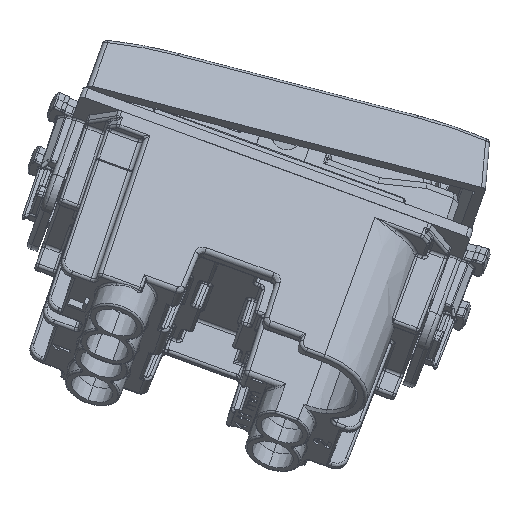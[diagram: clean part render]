
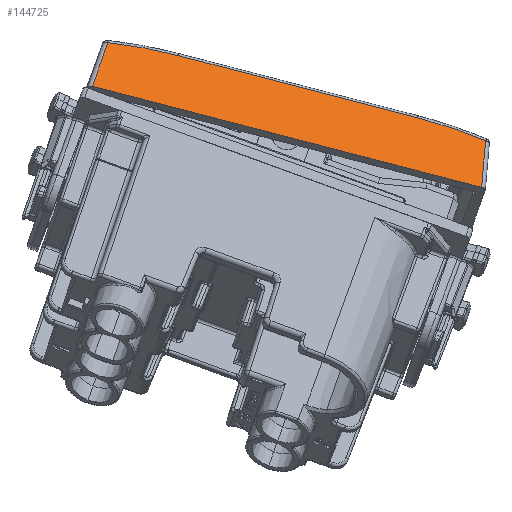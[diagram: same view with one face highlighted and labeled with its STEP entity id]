
A CAD part, left-side view. The second image highlights one B-rep face of the part: STEP entity #144725.
In plain terms, the highlighted face is planar.
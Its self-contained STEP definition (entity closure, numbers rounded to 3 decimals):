
#143742=CARTESIAN_POINT('Vertex',(-11.008,13.441,15.009)) ;
#143745=CARTESIAN_POINT('Line Origine',(-11.008,0.,15.009)) ;
#143749=CARTESIAN_POINT('Vertex',(-11.008,-13.441,15.009)) ;
#144057=CARTESIAN_POINT('Vertex',(-11.02,-21.164,14.333)) ;
#144111=CARTESIAN_POINT('Control Point',(-11.008,-13.441,15.009)) ;
#144112=CARTESIAN_POINT('Control Point',(-11.008,-14.993,15.009)) ;
#144113=CARTESIAN_POINT('Control Point',(-11.009,-16.546,14.941)) ;
#144114=CARTESIAN_POINT('Control Point',(-11.011,-18.094,14.806)) ;
#144115=CARTESIAN_POINT('Control Point',(-11.015,-19.635,14.603)) ;
#144116=CARTESIAN_POINT('Control Point',(-11.02,-21.164,14.333)) ;
#144178=CARTESIAN_POINT('Vertex',(-11.02,21.164,14.333)) ;
#144182=CARTESIAN_POINT('Control Point',(-11.02,21.164,14.333)) ;
#144183=CARTESIAN_POINT('Control Point',(-11.016,19.815,14.571)) ;
#144184=CARTESIAN_POINT('Control Point',(-11.012,18.458,14.757)) ;
#144185=CARTESIAN_POINT('Control Point',(-11.01,17.094,14.89)) ;
#144186=CARTESIAN_POINT('Control Point',(-11.008,15.543,14.982)) ;
#144187=CARTESIAN_POINT('Control Point',(-11.008,13.99,15.006)) ;
#144188=CARTESIAN_POINT('Control Point',(-11.008,13.807,15.008)) ;
#144189=CARTESIAN_POINT('Control Point',(-11.008,13.624,15.009)) ;
#144190=CARTESIAN_POINT('Control Point',(-11.008,13.441,15.009)) ;
#144686=CARTESIAN_POINT('Vertex',(-11.125,21.798,8.3)) ;
#144689=CARTESIAN_POINT('Line Origine',(-11.061,21.41,11.994)) ;
#144701=CARTESIAN_POINT('Axis2P3D Location',(-11.125,22.3,8.3)) ;
#144706=CARTESIAN_POINT('Line Origine',(-11.125,0.,8.3)) ;
#144710=CARTESIAN_POINT('Vertex',(-11.125,-21.798,8.3)) ;
#144714=CARTESIAN_POINT('Control Point',(-11.125,-21.798,8.3)) ;
#144715=CARTESIAN_POINT('Control Point',(-11.02,-21.164,14.333)) ;
#143746=DIRECTION('Vector Direction',(0.,1.,0.)) ;
#144690=DIRECTION('Vector Direction',(0.017,-0.105,0.994)) ;
#144702=DIRECTION('Axis2P3D Direction',(1.,0.,-0.017)) ;
#144703=DIRECTION('Axis2P3D XDirection',(0.,-1.,0.)) ;
#144707=DIRECTION('Vector Direction',(0.,-1.,0.)) ;
#144704=AXIS2_PLACEMENT_3D('Plane Axis2P3D',#144701,#144702,#144703) ;
#144718=ORIENTED_EDGE('',*,*,#144117,.F.) ;
#144719=ORIENTED_EDGE('',*,*,#143751,.F.) ;
#144720=ORIENTED_EDGE('',*,*,#144191,.F.) ;
#144721=ORIENTED_EDGE('',*,*,#144693,.F.) ;
#144722=ORIENTED_EDGE('',*,*,#144712,.F.) ;
#144723=ORIENTED_EDGE('',*,*,#144716,.F.) ;
#143747=VECTOR('Line Direction',#143746,1.) ;
#144691=VECTOR('Line Direction',#144690,1.) ;
#144708=VECTOR('Line Direction',#144707,1.) ;
#144725=ADVANCED_FACE('PartBody',(#144724),#144705,.F.) ;
#144110=B_SPLINE_CURVE_WITH_KNOTS('',5,(#144111,#144112,#144113,#144114,#144115,#144116),.UNSPECIFIED.,.F.,.U.,(6,6),(38.992,50.032),.UNSPECIFIED.) ;
#144181=B_SPLINE_CURVE_WITH_KNOTS('',5,(#144182,#144183,#144184,#144185,#144186,#144187,#144188,#144189,#144190),.UNSPECIFIED.,.F.,.U.,(6,3,6),(13.886,23.623,24.926),.UNSPECIFIED.) ;
#144713=B_SPLINE_CURVE_WITH_KNOTS('',1,(#144714,#144715),.UNSPECIFIED.,.F.,.U.,(2,2),(-3.715,2.353),.UNSPECIFIED.) ;
#143751=EDGE_CURVE('',#143743,#143750,#143748,.F.) ;
#144117=EDGE_CURVE('',#143750,#144058,#144110,.T.) ;
#144191=EDGE_CURVE('',#144179,#143743,#144181,.T.) ;
#144693=EDGE_CURVE('',#144687,#144179,#144692,.T.) ;
#144712=EDGE_CURVE('',#144711,#144687,#144709,.F.) ;
#144716=EDGE_CURVE('',#144058,#144711,#144713,.F.) ;
#144717=EDGE_LOOP('',(#144718,#144719,#144720,#144721,#144722,#144723)) ;
#144724=FACE_OUTER_BOUND('',#144717,.T.) ;
#143748=LINE('Line',#143745,#143747) ;
#144692=LINE('Line',#144689,#144691) ;
#144709=LINE('Line',#144706,#144708) ;
#144705=PLANE('',#144704) ;
#143743=VERTEX_POINT('',#143742) ;
#143750=VERTEX_POINT('',#143749) ;
#144058=VERTEX_POINT('',#144057) ;
#144179=VERTEX_POINT('',#144178) ;
#144687=VERTEX_POINT('',#144686) ;
#144711=VERTEX_POINT('',#144710) ;
